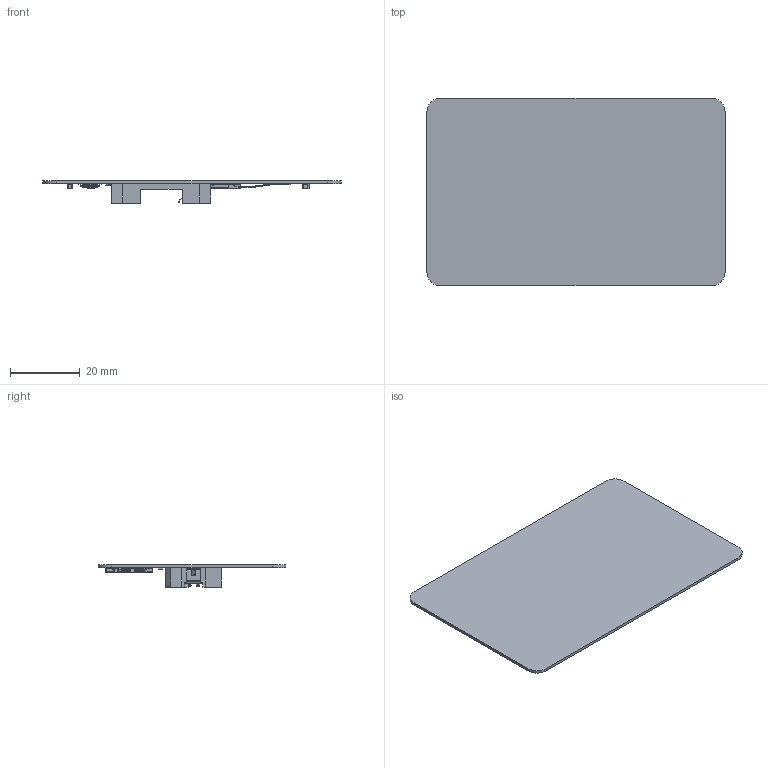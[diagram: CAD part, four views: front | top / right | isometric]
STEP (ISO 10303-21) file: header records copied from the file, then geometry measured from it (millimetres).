
FILE_DESCRIPTION(('Open CASCADE Model'),'2;1');
FILE_NAME('Open CASCADE Shape Model','2024-07-30T17:22:05',('Author'),( 'Open CASCADE'),'Open CASCADE STEP processor 7.5','Open CASCADE 7.5' ,'Unknown');
FILE_SCHEMA(('AUTOMOTIVE_DESIGN { 1 0 10303 214 1 1 1 1 }'));
Length unit declared in the file: millimetre
Products named in the file (26): PCB; Board; Open CASCADE STEP translator 7.5 1.1.1; R4; Res_Vishay_CRCW0805100KFKEA_eec; body; pad; top; Vishay; C4; Cap_Murata_GRM21BC81C106KA73L_eec; 1; 2; Murata Logo 3; U1; 6072018560; R3; R2; R1; DS1; 0.96 - IPS LCD - No Glass - Flat; C3; C2; C1; B1; 6072019680
Assembly tree (33 placements, depth 4):
  PCB
    Board
      Open CASCADE STEP translator 7.5 1.1.1
    R4
      Res_Vishay_CRCW0805100KFKEA_eec
        body
        pad  x2
        top  x2
        Vishay
    C4
      Cap_Murata_GRM21BC81C106KA73L_eec
        1
        2
        Murata Logo 3
    U1
      6072018560
    R3
      Res_Vishay_CRCW0805100KFKEA_eec
        body
        pad  x2
        top  x2
        Vishay
    R2
      Res_Vishay_CRCW0805100KFKEA_eec
        body
        pad  x2
        top  x2
        Vishay
    R1
      Res_Vishay_CRCW0805100KFKEA_eec
        body
        pad  x2
        top  x2
        Vishay
    DS1
      0.96 - IPS LCD - No Glass - Flat
    C3
      Cap_Murata_GRM21BC81C106KA73L_eec
        1
        2
        Murata Logo 3
    C2
      Cap_Murata_GRM21BC81C106KA73L_eec
        1
        2
        Murata Logo 3
    C1
      Cap_Murata_GRM21BC81C106KA73L_eec
        1
        2
        Murata Logo 3
    B1
      6072019680
Bounding box: 85.6 x 53.98 x 6.38 mm (x, y, z)
Volume: 5183.9 mm3; surface area: 12817.8 mm2
Topology: 95 solids, 114 shells, 3579 faces, 8834 edges, 5538 vertices
Faces by surface type: plane 1929, cylinder 1164, sphere 256, bspline 142, torus 80, cone 4, revolution 4
Full cylindrical faces by diameter (mm): 0.163 x1, 0.167 x1, 0.188 x24, 0.194 x1, 0.762 x4, 1.251 x2
Entity records: 65613 total; most frequent: CARTESIAN_POINT 14821, ORIENTED_EDGE 9528, DIRECTION 8553, EDGE_CURVE 4764, LINE 3155, VECTOR 3155, VERTEX_POINT 3099, AXIS2_PLACEMENT_3D 2697
